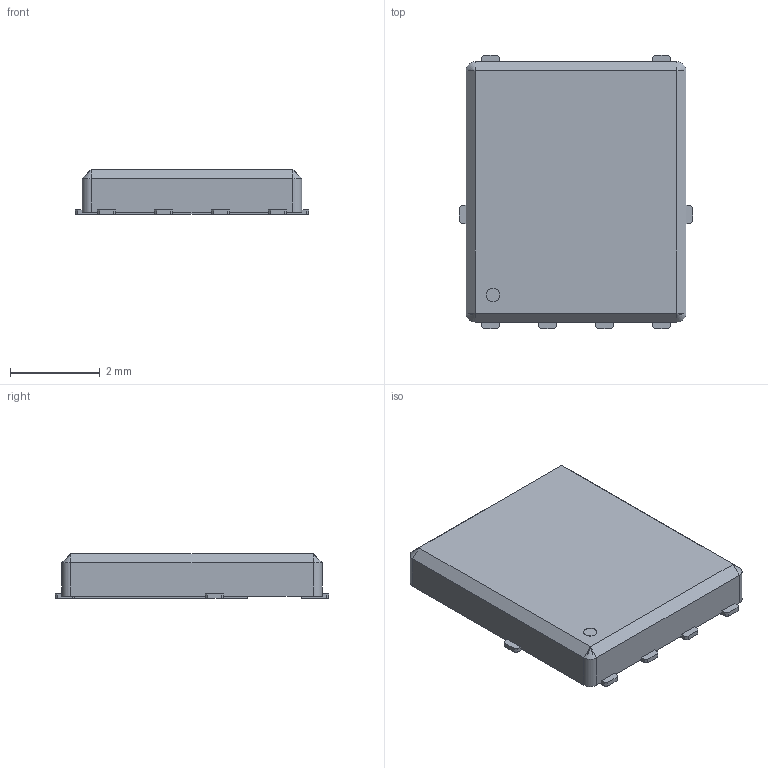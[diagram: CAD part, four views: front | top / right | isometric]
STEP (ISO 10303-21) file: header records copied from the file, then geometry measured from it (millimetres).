
FILE_DESCRIPTION(('FreeCAD Model'),'2;1');
FILE_NAME( 'SO-8FL.step', '2019-11-15T20:26:55',('kicad StepUp'),('ksu MCAD'), 'Open CASCADE STEP processor 7.4','FreeCAD','Unknown');
FILE_SCHEMA(('AUTOMOTIVE_DESIGN { 1 0 10303 214 1 1 1 1 }'));
Length unit declared in the file: millimetre
Products named in the file (1): SO-8FL
Bounding box: 5.2 x 6.1 x 1 mm (x, y, z)
Volume: 27.5 mm3; surface area: 76.7 mm2
Topology: 1 solids, 1 shells, 91 faces, 256 edges, 164 vertices
Faces by surface type: plane 81, cylinder 6, cone 4
Entity records: 3493 total; most frequent: CARTESIAN_POINT 508, ORIENTED_EDGE 504, DIRECTION 448, EDGE_CURVE 252, LINE 240, VECTOR 240, VERTEX_POINT 164, AXIS2_PLACEMENT_3D 104
